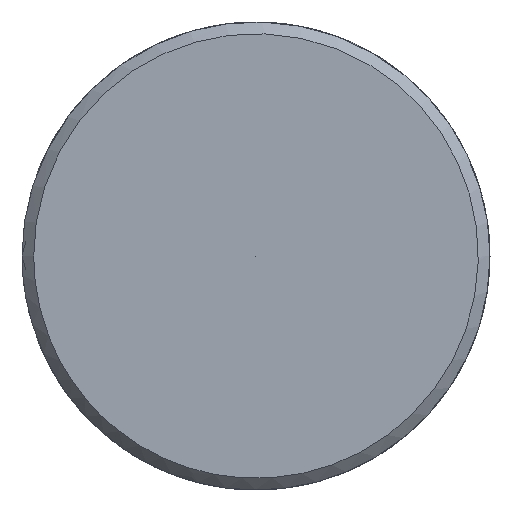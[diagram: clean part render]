
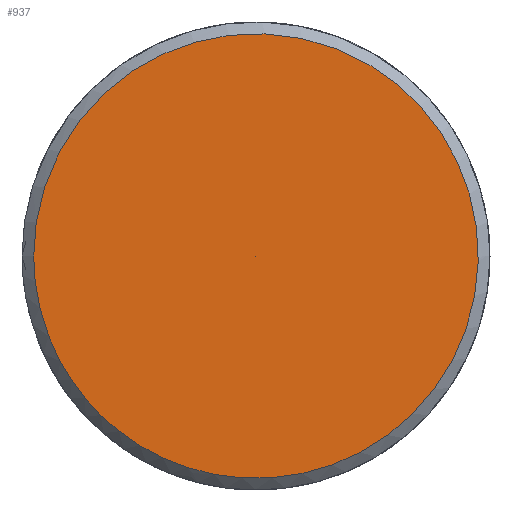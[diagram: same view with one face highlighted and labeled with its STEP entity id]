
A CAD part, left-side view. The second image highlights one B-rep face of the part: STEP entity #937.
In plain terms, the highlighted free-form (B-spline) face has degree [5, 1] with [6, 2] control points.
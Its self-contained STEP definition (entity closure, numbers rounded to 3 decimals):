
#857 = CARTESIAN_POINT ('', (-90., 4.75, 0.));
#858 = VERTEX_POINT ('', #857);
#876 = CARTESIAN_POINT ('', (-90., 4.75, 0.));
#877 = CARTESIAN_POINT ('', (-90., 4.75, 19.));
#878 = CARTESIAN_POINT ('', (-90., -14.25, 9.5));
#879 = CARTESIAN_POINT ('', (-90., -14.25, -9.5));
#880 = CARTESIAN_POINT ('', (-90., 4.75, -19.));
#881 = CARTESIAN_POINT ('', (-90., 4.75, 0.));
#882 = (
   BOUNDED_CURVE ()
   B_SPLINE_CURVE (5, (#876, #877, #878, #879, #880, #881), .UNSPECIFIED., .T., .U.)
   B_SPLINE_CURVE_WITH_KNOTS ((6, 6), (0., 1.), .UNSPECIFIED.)
   CURVE ()
   GEOMETRIC_REPRESENTATION_ITEM ()
   RATIONAL_B_SPLINE_CURVE ((5., 1., 1., 1., 1., 5.))
   REPRESENTATION_ITEM ('')
);
#883 = EDGE_CURVE ('', #858, #858, #882, .T.);
#913 = CARTESIAN_POINT ('', (-90., 0., 0.));
#914 = VERTEX_POINT ('', #913);
#915 = CARTESIAN_POINT ('', (-90., 4.75, 0.));
#916 = CARTESIAN_POINT ('', (-90., 0., 0.));
#917 = B_SPLINE_CURVE_WITH_KNOTS ('', 1, (#915, #916), .UNSPECIFIED., .F., .U., (2, 2), (0., 1.), .UNSPECIFIED.);
#918 = EDGE_CURVE ('', #858, #914, #917, .T.);
#919 = ORIENTED_EDGE ('', *, *, #918, .F.);
#920 = ORIENTED_EDGE ('', *, *, #883, .T.);
#921 = ORIENTED_EDGE ('', *, *, #918, .T.);
#922 = EDGE_LOOP ('', (#919, #920, #921));
#923 = FACE_OUTER_BOUND ('', #922, .F.);
#924 = CARTESIAN_POINT ('', (-90., 4.75, 0.));
#925 = CARTESIAN_POINT ('', (-90., 0., 0.));
#926 = CARTESIAN_POINT ('', (-90., 4.75, 19.));
#927 = CARTESIAN_POINT ('', (-90., 0., 0.));
#928 = CARTESIAN_POINT ('', (-90., -14.25, 9.5));
#929 = CARTESIAN_POINT ('', (-90., 0., 0.));
#930 = CARTESIAN_POINT ('', (-90., -14.25, -9.5));
#931 = CARTESIAN_POINT ('', (-90., 0., 0.));
#932 = CARTESIAN_POINT ('', (-90., 4.75, -19.));
#933 = CARTESIAN_POINT ('', (-90., 0., 0.));
#934 = CARTESIAN_POINT ('', (-90., 4.75, 0.));
#935 = CARTESIAN_POINT ('', (-90., 0., 0.));
#936 = (
   BOUNDED_SURFACE ()
   B_SPLINE_SURFACE (5, 1, ((#924, #925), (#926, #927), (#928, #929), (#930, #931), (#932, #933), (#934, #935)), .UNSPECIFIED., .T., .F., .U.)
   B_SPLINE_SURFACE_WITH_KNOTS ((6, 6), (2, 2), (0., 1.), (0., 1.), .UNSPECIFIED.)
   SURFACE ()
   GEOMETRIC_REPRESENTATION_ITEM ()
   RATIONAL_B_SPLINE_SURFACE (((5., 5.), (1., 1.), (1., 1.), (1., 1.), (1., 1.), (5., 5.)))
   REPRESENTATION_ITEM ('')
);
#937 = ADVANCED_FACE ('', (#923), #936, .F.);
